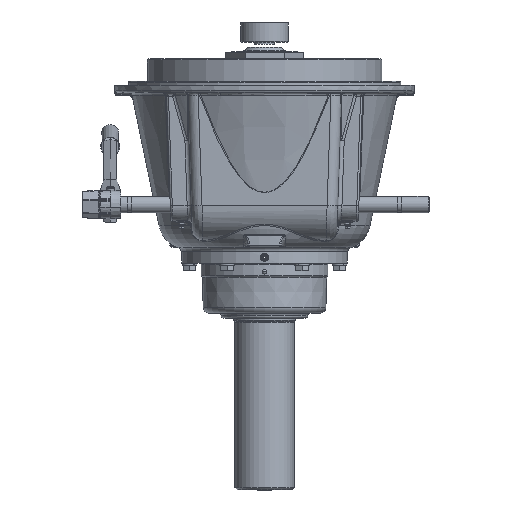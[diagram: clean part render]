
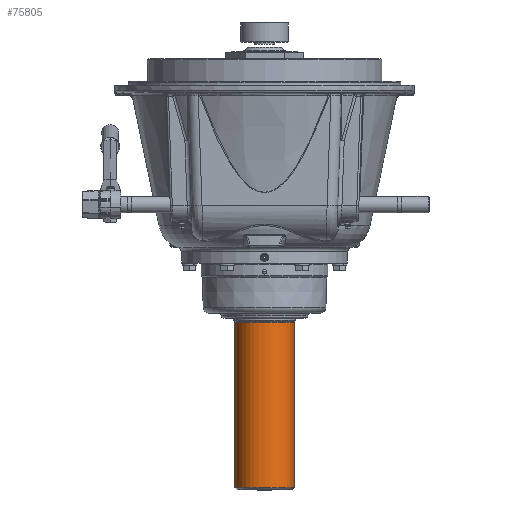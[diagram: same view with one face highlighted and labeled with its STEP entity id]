
A CAD part, front view. The second image highlights one B-rep face of the part: STEP entity #75805.
In plain terms, the highlighted cylindrical face has radius 44.444 mm (diameter 88.887 mm), a partial arc.
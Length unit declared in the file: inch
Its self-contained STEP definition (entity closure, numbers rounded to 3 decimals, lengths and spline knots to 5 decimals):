
#22419 = VECTOR ( 'NONE', #97001, 39.37008 ) ;
#22442 = LINE ( 'NONE', #96977, #22419 ) ;
#22448 = LINE ( 'NONE', #97009, #22454 ) ;
#22454 = VECTOR ( 'NONE', #97010, 39.37008 ) ;
#22468 = CIRCLE ( 'NONE', #29368, 1.74975 ) ;
#22519 = CIRCLE ( 'NONE', #29384, 1.74975 ) ;
#29368 = AXIS2_PLACEMENT_3D ( 'NONE', #97045, #97048, #97049 ) ;
#29384 = AXIS2_PLACEMENT_3D ( 'NONE', #97089, #97094, #97095 ) ;
#43095 = VERTEX_POINT ( 'NONE', #68857 ) ;
#43206 = VERTEX_POINT ( 'NONE', #68951 ) ;
#43251 = VERTEX_POINT ( 'NONE', #68988 ) ;
#43352 = VERTEX_POINT ( 'NONE', #69069 ) ;
#45040 = ORIENTED_EDGE ( 'NONE', *, *, #89163, .F. ) ;
#45045 = ORIENTED_EDGE ( 'NONE', *, *, #89185, .T. ) ;
#45055 = ORIENTED_EDGE ( 'NONE', *, *, #89159, .T. ) ;
#45063 = ORIENTED_EDGE ( 'NONE', *, *, #89168, .T. ) ;
#59998 = AXIS2_PLACEMENT_3D ( 'NONE', #99062, #99050, #99041 ) ;
#68857 = CARTESIAN_POINT ( 'NONE',  ( -1.74975, 0., -15.44 ) ) ;
#68951 = CARTESIAN_POINT ( 'NONE',  ( -1.74975, 0., -25.26 ) ) ;
#68988 = CARTESIAN_POINT ( 'NONE',  ( 1.74975, 0., -25.26 ) ) ;
#69069 = CARTESIAN_POINT ( 'NONE',  ( 1.74975, 0., -15.44 ) ) ;
#69390 = CYLINDRICAL_SURFACE ( 'NONE', #59998, 1.74975 ) ;
#69404 = FACE_OUTER_BOUND ( 'NONE', #90655, .T. ) ;
#75805 = ADVANCED_FACE ( 'NONE', ( #69404 ), #69390, .T. ) ;
#89159 = EDGE_CURVE ( 'NONE', #43251, #43352, #22442, .T. ) ;
#89163 = EDGE_CURVE ( 'NONE', #43206, #43095, #22448, .T. ) ;
#89168 = EDGE_CURVE ( 'NONE', #43352, #43095, #22468, .T. ) ;
#89185 = EDGE_CURVE ( 'NONE', #43206, #43251, #22519, .T. ) ;
#90655 = EDGE_LOOP ( 'NONE', ( #45040, #45045, #45055, #45063 ) ) ;
#96977 = CARTESIAN_POINT ( 'NONE',  ( 1.74975, 0., 2.33 ) ) ;
#97001 = DIRECTION ( 'NONE',  ( 0., 0., 1. ) ) ;
#97009 = CARTESIAN_POINT ( 'NONE',  ( -1.74975, 0., 2.33 ) ) ;
#97010 = DIRECTION ( 'NONE',  ( 0., 0., 1. ) ) ;
#97045 = CARTESIAN_POINT ( 'NONE',  ( 0., 0., -15.44 ) ) ;
#97048 = DIRECTION ( 'NONE',  ( 0., 0., -1. ) ) ;
#97049 = DIRECTION ( 'NONE',  ( 1., 0., 0. ) ) ;
#97089 = CARTESIAN_POINT ( 'NONE',  ( 0., 0., -25.26 ) ) ;
#97094 = DIRECTION ( 'NONE',  ( 0., 0., 1. ) ) ;
#97095 = DIRECTION ( 'NONE',  ( 1., 0., 0. ) ) ;
#99041 = DIRECTION ( 'NONE',  ( 1., 0., 0. ) ) ;
#99050 = DIRECTION ( 'NONE',  ( 0., 0., 1. ) ) ;
#99062 = CARTESIAN_POINT ( 'NONE',  ( 0., 0., 2.33 ) ) ;
